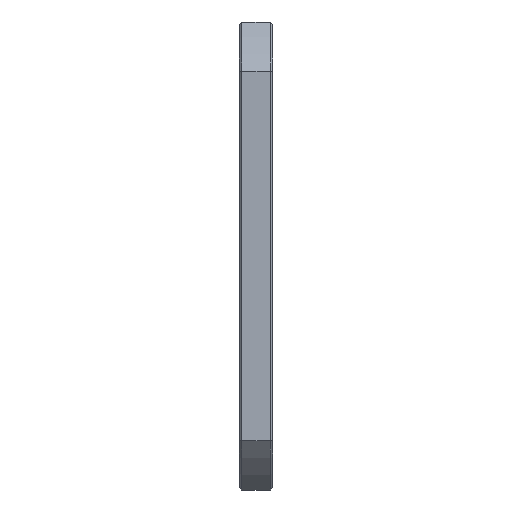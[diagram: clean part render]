
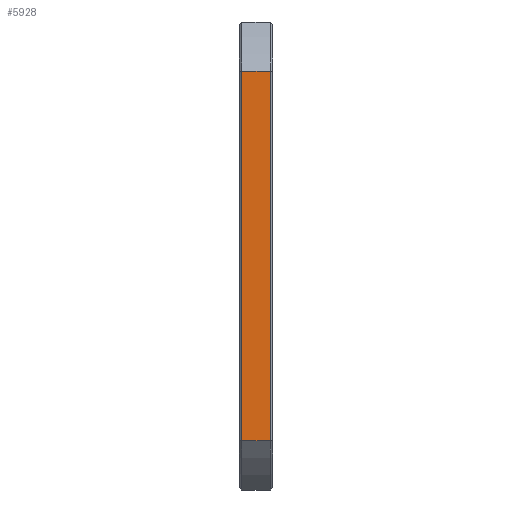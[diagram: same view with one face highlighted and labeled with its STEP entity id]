
A CAD part, left-side view. The second image highlights one B-rep face of the part: STEP entity #5928.
In plain terms, the highlighted planar face has unit normal (-1, 0, 0).
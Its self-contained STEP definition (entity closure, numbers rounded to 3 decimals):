
#12 = CARTESIAN_POINT ( 'NONE',  ( -21., -9.2, -16.57 ) ) ;
#37 = VECTOR ( 'NONE', #2172, 1000. ) ;
#241 = EDGE_CURVE ( 'NONE', #5964, #3496, #3937, .T. ) ;
#317 = PLANE ( 'NONE',  #5776 ) ;
#392 = ORIENTED_EDGE ( 'NONE', *, *, #1997, .T. ) ;
#896 = CARTESIAN_POINT ( 'NONE',  ( -21., -9.2, -21. ) ) ;
#1388 = LINE ( 'NONE', #4197, #2783 ) ;
#1543 = EDGE_LOOP ( 'NONE', ( #2822, #1626, #5003, #392 ) ) ;
#1626 = ORIENTED_EDGE ( 'NONE', *, *, #241, .T. ) ;
#1945 = DIRECTION ( 'NONE',  ( 0., -1., 0. ) ) ;
#1997 = EDGE_CURVE ( 'NONE', #4698, #5919, #2208, .T. ) ;
#2172 = DIRECTION ( 'NONE',  ( 0., 0., 1. ) ) ;
#2208 = LINE ( 'NONE', #2625, #37 ) ;
#2625 = CARTESIAN_POINT ( 'NONE',  ( -21., -11.8, 16.57 ) ) ;
#2747 = DIRECTION ( 'NONE',  ( 0., 1., 0. ) ) ;
#2783 = VECTOR ( 'NONE', #1945, 1000. ) ;
#2822 = ORIENTED_EDGE ( 'NONE', *, *, #5689, .F. ) ;
#2833 = LINE ( 'NONE', #5218, #4120 ) ;
#3179 = CARTESIAN_POINT ( 'NONE',  ( -21., -12., -21. ) ) ;
#3450 = VECTOR ( 'NONE', #4589, 1000. ) ;
#3496 = VERTEX_POINT ( 'NONE', #12 ) ;
#3542 = EDGE_CURVE ( 'NONE', #4698, #3496, #2833, .T. ) ;
#3654 = DIRECTION ( 'NONE',  ( 1., 0., 0. ) ) ;
#3937 = LINE ( 'NONE', #896, #3450 ) ;
#4078 = CARTESIAN_POINT ( 'NONE',  ( -21., -11.8, -16.57 ) ) ;
#4120 = VECTOR ( 'NONE', #4289, 1000. ) ;
#4197 = CARTESIAN_POINT ( 'NONE',  ( -21., -9., 16.57 ) ) ;
#4289 = DIRECTION ( 'NONE',  ( 0., 1., 0. ) ) ;
#4495 = CARTESIAN_POINT ( 'NONE',  ( -21., -9.2, 16.57 ) ) ;
#4589 = DIRECTION ( 'NONE',  ( 0., 0., -1. ) ) ;
#4698 = VERTEX_POINT ( 'NONE', #4078 ) ;
#4978 = FACE_OUTER_BOUND ( 'NONE', #1543, .T. ) ;
#5003 = ORIENTED_EDGE ( 'NONE', *, *, #3542, .F. ) ;
#5218 = CARTESIAN_POINT ( 'NONE',  ( -21., -9., -16.57 ) ) ;
#5462 = CARTESIAN_POINT ( 'NONE',  ( -21., -11.8, 16.57 ) ) ;
#5689 = EDGE_CURVE ( 'NONE', #5964, #5919, #1388, .T. ) ;
#5776 = AXIS2_PLACEMENT_3D ( 'NONE', #3179, #3654, #2747 ) ;
#5919 = VERTEX_POINT ( 'NONE', #5462 ) ;
#5928 = ADVANCED_FACE ( 'NONE', ( #4978 ), #317, .F. ) ;
#5964 = VERTEX_POINT ( 'NONE', #4495 ) ;
